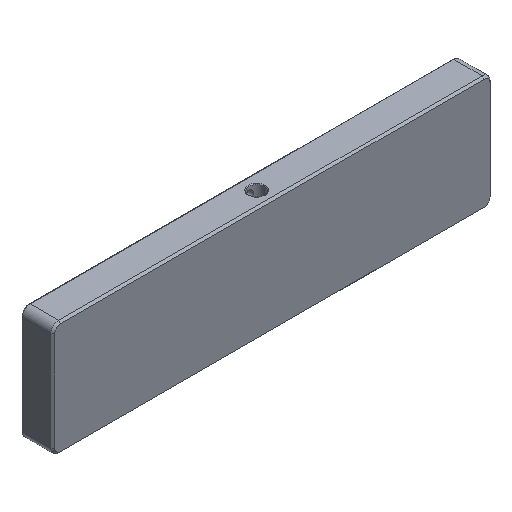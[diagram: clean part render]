
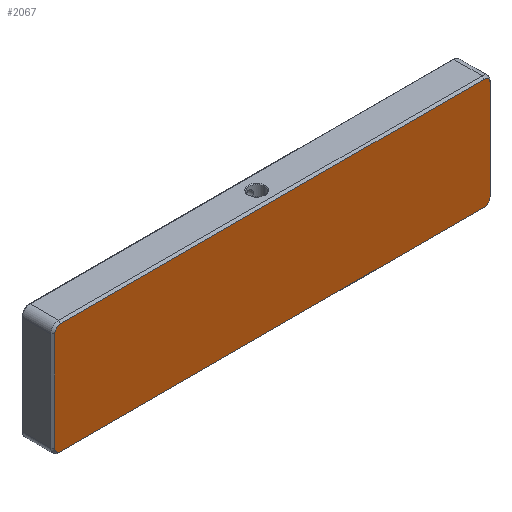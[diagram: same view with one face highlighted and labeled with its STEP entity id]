
A CAD part, isometric view. The second image highlights one B-rep face of the part: STEP entity #2067.
In plain terms, the highlighted planar face has unit normal (0, -1, 0).
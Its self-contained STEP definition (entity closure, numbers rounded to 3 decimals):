
#213 = DIRECTION ( 'NONE',  ( 1., 0., 0. ) ) ;
#214 = AXIS2_PLACEMENT_3D ( 'NONE', #3390, #5370, #4426 ) ;
#223 = PLANE ( 'NONE',  #5521 ) ;
#237 = ORIENTED_EDGE ( 'NONE', *, *, #6217, .T. ) ;
#260 = CARTESIAN_POINT ( 'NONE',  ( 111.5, 0., 0. ) ) ;
#300 = CARTESIAN_POINT ( 'NONE',  ( -111.5, 0., 25.375 ) ) ;
#312 = LINE ( 'NONE', #4848, #1560 ) ;
#392 = ORIENTED_EDGE ( 'NONE', *, *, #1402, .T. ) ;
#542 = CIRCLE ( 'NONE', #214, 3. ) ;
#681 = CIRCLE ( 'NONE', #3186, 3. ) ;
#812 = VERTEX_POINT ( 'NONE', #3380 ) ;
#813 = CARTESIAN_POINT ( 'NONE',  ( 111.5, 0., -25.375 ) ) ;
#824 = DIRECTION ( 'NONE',  ( 0., 1., 0. ) ) ;
#995 = DIRECTION ( 'NONE',  ( 0., 0., 1. ) ) ;
#1402 = EDGE_CURVE ( 'NONE', #5228, #3479, #3879, .T. ) ;
#1512 = CARTESIAN_POINT ( 'NONE',  ( -108.5, 0., 28.375 ) ) ;
#1560 = VECTOR ( 'NONE', #3013, 1000. ) ;
#1674 = CARTESIAN_POINT ( 'NONE',  ( 108.5, 0., -28.375 ) ) ;
#1735 = LINE ( 'NONE', #260, #6284 ) ;
#1963 = VERTEX_POINT ( 'NONE', #4104 ) ;
#1977 = ORIENTED_EDGE ( 'NONE', *, *, #3734, .T. ) ;
#1990 = CIRCLE ( 'NONE', #2327, 3. ) ;
#2001 = CARTESIAN_POINT ( 'NONE',  ( 0., 0., 28.375 ) ) ;
#2058 = CARTESIAN_POINT ( 'NONE',  ( 108.5, 0., -25.375 ) ) ;
#2067 = ADVANCED_FACE ( 'NONE', ( #3655 ), #223, .F. ) ;
#2087 = VERTEX_POINT ( 'NONE', #1674 ) ;
#2163 = CARTESIAN_POINT ( 'NONE',  ( 0., 0., 0. ) ) ;
#2181 = EDGE_CURVE ( 'NONE', #2087, #2531, #1990, .T. ) ;
#2198 = DIRECTION ( 'NONE',  ( 0., 0., 1. ) ) ;
#2327 = AXIS2_PLACEMENT_3D ( 'NONE', #2058, #2544, #2332 ) ;
#2332 = DIRECTION ( 'NONE',  ( 0., 0., 1. ) ) ;
#2382 = DIRECTION ( 'NONE',  ( 0., -1., 0. ) ) ;
#2531 = VERTEX_POINT ( 'NONE', #813 ) ;
#2544 = DIRECTION ( 'NONE',  ( 0., -1., 0. ) ) ;
#2653 = EDGE_CURVE ( 'NONE', #1963, #812, #542, .T. ) ;
#2865 = CARTESIAN_POINT ( 'NONE',  ( 111.5, 0., 25.375 ) ) ;
#3008 = DIRECTION ( 'NONE',  ( -1., 0., 0. ) ) ;
#3013 = DIRECTION ( 'NONE',  ( 0., 0., -1. ) ) ;
#3031 = AXIS2_PLACEMENT_3D ( 'NONE', #4941, #2382, #4453 ) ;
#3186 = AXIS2_PLACEMENT_3D ( 'NONE', #4965, #5449, #995 ) ;
#3380 = CARTESIAN_POINT ( 'NONE',  ( -108.5, 0., -28.375 ) ) ;
#3390 = CARTESIAN_POINT ( 'NONE',  ( -108.5, 0., -25.375 ) ) ;
#3479 = VERTEX_POINT ( 'NONE', #1512 ) ;
#3493 = VERTEX_POINT ( 'NONE', #300 ) ;
#3655 = FACE_OUTER_BOUND ( 'NONE', #3994, .T. ) ;
#3734 = EDGE_CURVE ( 'NONE', #3479, #3493, #5823, .T. ) ;
#3863 = CARTESIAN_POINT ( 'NONE',  ( 108.5, 0., 28.375 ) ) ;
#3879 = LINE ( 'NONE', #2001, #6103 ) ;
#3994 = EDGE_LOOP ( 'NONE', ( #6128, #5130, #5713, #237, #392, #1977, #5582, #4165 ) ) ;
#4104 = CARTESIAN_POINT ( 'NONE',  ( -111.5, 0., -25.375 ) ) ;
#4165 = ORIENTED_EDGE ( 'NONE', *, *, #2653, .T. ) ;
#4223 = LINE ( 'NONE', #4621, #5700 ) ;
#4426 = DIRECTION ( 'NONE',  ( 0., 0., 1. ) ) ;
#4453 = DIRECTION ( 'NONE',  ( 0., 0., 1. ) ) ;
#4621 = CARTESIAN_POINT ( 'NONE',  ( 108.5, 0., -28.375 ) ) ;
#4801 = EDGE_CURVE ( 'NONE', #812, #2087, #4223, .T. ) ;
#4848 = CARTESIAN_POINT ( 'NONE',  ( -111.5, 0., -25.375 ) ) ;
#4941 = CARTESIAN_POINT ( 'NONE',  ( -108.5, 0., 25.375 ) ) ;
#4965 = CARTESIAN_POINT ( 'NONE',  ( 108.5, 0., 25.375 ) ) ;
#5130 = ORIENTED_EDGE ( 'NONE', *, *, #2181, .T. ) ;
#5180 = DIRECTION ( 'NONE',  ( 0., 0., 1. ) ) ;
#5228 = VERTEX_POINT ( 'NONE', #3863 ) ;
#5334 = VERTEX_POINT ( 'NONE', #2865 ) ;
#5338 = EDGE_CURVE ( 'NONE', #3493, #1963, #312, .T. ) ;
#5370 = DIRECTION ( 'NONE',  ( 0., -1., 0. ) ) ;
#5449 = DIRECTION ( 'NONE',  ( 0., -1., 0. ) ) ;
#5521 = AXIS2_PLACEMENT_3D ( 'NONE', #2163, #824, #2198 ) ;
#5582 = ORIENTED_EDGE ( 'NONE', *, *, #5338, .T. ) ;
#5700 = VECTOR ( 'NONE', #213, 1000. ) ;
#5713 = ORIENTED_EDGE ( 'NONE', *, *, #6404, .T. ) ;
#5823 = CIRCLE ( 'NONE', #3031, 3. ) ;
#6103 = VECTOR ( 'NONE', #3008, 1000. ) ;
#6128 = ORIENTED_EDGE ( 'NONE', *, *, #4801, .T. ) ;
#6217 = EDGE_CURVE ( 'NONE', #5334, #5228, #681, .T. ) ;
#6284 = VECTOR ( 'NONE', #5180, 1000. ) ;
#6404 = EDGE_CURVE ( 'NONE', #2531, #5334, #1735, .T. ) ;
